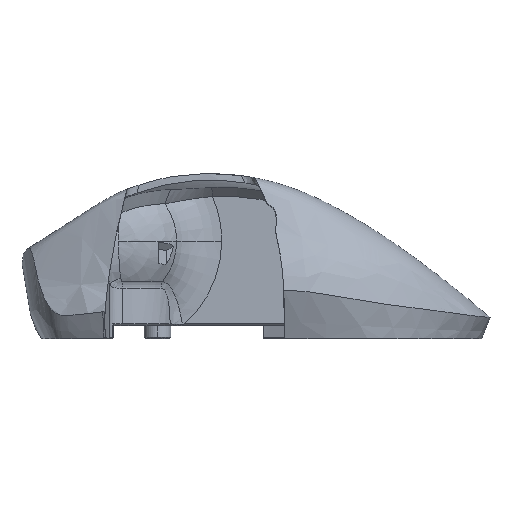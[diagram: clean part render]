
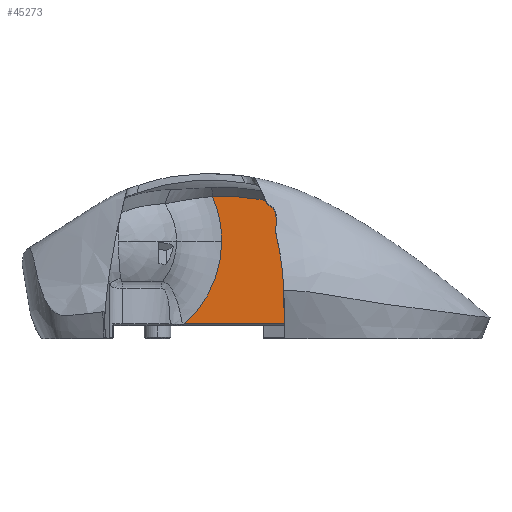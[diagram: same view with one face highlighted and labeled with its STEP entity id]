
A CAD part, left-side view. The second image highlights one B-rep face of the part: STEP entity #45273.
In plain terms, the highlighted planar face has unit normal (-1, 0, 0).
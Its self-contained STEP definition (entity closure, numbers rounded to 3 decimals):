
#3122=CARTESIAN_POINT('',(-28.65,10.678,53.461));
#3123=VERTEX_POINT('',#3122);
#3131=CARTESIAN_POINT('',(-28.65,13.531,66.898));
#3132=VERTEX_POINT('',#3131);
#3133=CARTESIAN_POINT('',(-28.65,43.753,53.461));
#3134=DIRECTION('',(1.,-0.,-0.));
#3135=DIRECTION('',(-0.,-1.,0.));
#3136=AXIS2_PLACEMENT_3D('',#3133,#3134,#3135);
#3137=CIRCLE('',#3136,33.075);
#3138=EDGE_CURVE('NONE',#3132,#3123,#3137,.T.);
#45058=CARTESIAN_POINT('',(-28.65,-8.217,64.258));
#45059=VERTEX_POINT('',#45058);
#45060=CARTESIAN_POINT('',(-28.65,-8.217,28.594));
#45061=VERTEX_POINT('',#45060);
#45062=CARTESIAN_POINT('',(-28.65,-8.217,64.258));
#45063=DIRECTION('',(-0.,-0.,-1.));
#45064=VECTOR('',#45063,35.664);
#45065=LINE('',#45062,#45064);
#45066=EDGE_CURVE('NONE',#45059,#45061,#45065,.T.);
#45209=CARTESIAN_POINT('',(-28.65,-8.217,74.638));
#45210=DIRECTION('',(-1.,0.,0.));
#45211=DIRECTION('',(-0.,-1.,0.));
#45212=AXIS2_PLACEMENT_3D('',#45209,#45210,#45211);
#45213=PLANE('',#45212);
#45214=ORIENTED_EDGE('',*,*,#3138,.T.);
#45215=CARTESIAN_POINT('',(-28.65,21.946,28.594));
#45216=VERTEX_POINT('',#45215);
#45217=CARTESIAN_POINT('',(-28.65,43.753,53.461));
#45218=DIRECTION('',(1.,-0.,-0.));
#45219=DIRECTION('',(-0.,-1.,0.));
#45220=AXIS2_PLACEMENT_3D('',#45217,#45218,#45219);
#45221=CIRCLE('',#45220,33.075);
#45222=EDGE_CURVE('NONE',#3123,#45216,#45221,.T.);
#45223=ORIENTED_EDGE('',*,*,#45222,.T.);
#45224=CARTESIAN_POINT('',(-28.65,21.946,28.594));
#45225=DIRECTION('',(-0.,-1.,0.));
#45226=VECTOR('',#45225,30.163);
#45227=LINE('',#45224,#45226);
#45228=EDGE_CURVE('NONE',#45216,#45061,#45227,.T.);
#45229=ORIENTED_EDGE('',*,*,#45228,.T.);
#45230=ORIENTED_EDGE('',*,*,#45066,.F.);
#45231=CARTESIAN_POINT('',(-28.65,-8.217,64.258));
#45232=CARTESIAN_POINT('',(-28.65,-7.783,64.388));
#45233=CARTESIAN_POINT('',(-28.65,-7.125,64.576));
#45234=CARTESIAN_POINT('',(-28.65,-6.346,64.784));
#45235=CARTESIAN_POINT('',(-28.65,-5.954,64.886));
#45236=CARTESIAN_POINT('',(-28.65,-5.785,64.929));
#45237=CARTESIAN_POINT('',(-28.65,-5.672,64.957));
#45238=CARTESIAN_POINT('',(-28.65,-5.615,64.972));
#45239=CARTESIAN_POINT('',(-28.65,-5.117,65.096));
#45240=CARTESIAN_POINT('',(-28.65,-4.451,65.254));
#45241=CARTESIAN_POINT('',(-28.65,-3.668,65.427));
#45242=CARTESIAN_POINT('',(-28.65,-3.331,65.499));
#45243=CARTESIAN_POINT('',(-28.65,-3.107,65.546));
#45244=CARTESIAN_POINT('',(-28.65,-2.993,65.57));
#45245=CARTESIAN_POINT('',(-28.65,-1.994,65.774));
#45246=CARTESIAN_POINT('',(-28.65,-0.652,66.02));
#45247=CARTESIAN_POINT('',(-28.65,0.933,66.259));
#45248=CARTESIAN_POINT('',(-28.65,1.73,66.368));
#45249=CARTESIAN_POINT('',(-28.65,2.073,66.412));
#45250=CARTESIAN_POINT('',(-28.65,2.302,66.44));
#45251=CARTESIAN_POINT('',(-28.65,2.418,66.454));
#45252=CARTESIAN_POINT('',(-28.65,2.983,66.522));
#45253=CARTESIAN_POINT('',(-28.65,3.663,66.598));
#45254=CARTESIAN_POINT('',(-28.65,4.462,66.674));
#45255=CARTESIAN_POINT('',(-28.65,4.806,66.704));
#45256=CARTESIAN_POINT('',(-28.65,5.035,66.724));
#45257=CARTESIAN_POINT('',(-28.65,5.148,66.734));
#45258=CARTESIAN_POINT('',(-28.65,5.73,66.781));
#45259=CARTESIAN_POINT('',(-28.65,6.423,66.83));
#45260=CARTESIAN_POINT('',(-28.65,7.108,66.868));
#45261=CARTESIAN_POINT('',(-28.65,7.563,66.891));
#45262=CARTESIAN_POINT('',(-28.65,7.788,66.901));
#45263=CARTESIAN_POINT('',(-28.65,8.924,66.945));
#45264=CARTESIAN_POINT('',(-28.65,9.842,66.962));
#45265=CARTESIAN_POINT('',(-28.65,11.704,66.96));
#45266=CARTESIAN_POINT('',(-28.65,12.623,66.939));
#45267=CARTESIAN_POINT('',(-28.65,13.531,66.898));
#45268=B_SPLINE_CURVE_WITH_KNOTS('',3,(#45231,#45232,#45233,#45234,#45235,#45236,#45237,#45238,#45239,#45240,#45241,#45242,#45243,#45244,#45245,#45246,#45247,#45248,#45249,#45250,#45251,#45252,#45253,#45254,#45255,#45256,
#45257,#45258,#45259,#45260,#45261,#45262,#45263,#45264,#45265,#45266,#45267),.UNSPECIFIED.,.F.,.F.,(4,1,1,1,2,2,1,1,2,2,1,1,1,2,2,1,1,2,2,1,2,2,2,4),(0.,0.063,0.094,0.109,0.117,0.125,0.188,0.219,0.234,0.25,0.375,0.438,0.469,0.484,0.5,0.563,0.594,0.609,0.625,0.688,0.719,0.75,0.875,1.),.UNSPECIFIED.);
#45269=EDGE_CURVE('NONE',#45059,#3132,#45268,.T.);
#45270=ORIENTED_EDGE('',*,*,#45269,.T.);
#45271=EDGE_LOOP('',(#45214,#45223,#45229,#45230,#45270));
#45272=FACE_BOUND('',#45271,.T.);
#45273=ADVANCED_FACE('NONE',(#45272),#45213,.T.);
